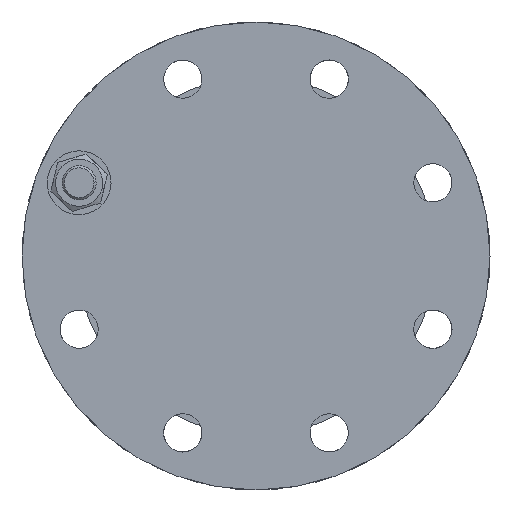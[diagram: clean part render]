
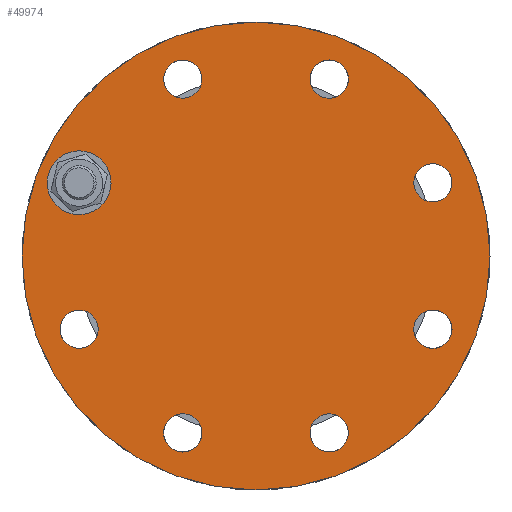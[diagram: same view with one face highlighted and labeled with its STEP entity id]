
A CAD part, left-side view. The second image highlights one B-rep face of the part: STEP entity #49974.
In plain terms, the highlighted planar face has unit normal (-1, 0, 0).
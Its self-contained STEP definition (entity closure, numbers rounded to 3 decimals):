
#4207=FACE_BOUND('',#10502,.T.);
#4208=FACE_BOUND('',#10503,.T.);
#4209=FACE_BOUND('',#10504,.T.);
#4210=FACE_BOUND('',#10505,.T.);
#4211=FACE_BOUND('',#10506,.T.);
#4212=FACE_BOUND('',#10507,.T.);
#4213=FACE_BOUND('',#10508,.T.);
#4214=FACE_BOUND('',#10509,.T.);
#4752=CIRCLE('',#52387,9.);
#4754=CIRCLE('',#52390,9.);
#4756=CIRCLE('',#52393,9.);
#4758=CIRCLE('',#52396,9.);
#4760=CIRCLE('',#52399,9.);
#4762=CIRCLE('',#52402,9.);
#4764=CIRCLE('',#52405,9.);
#4766=CIRCLE('',#52408,9.);
#4769=CIRCLE('',#52413,110.);
#7479=FACE_OUTER_BOUND('',#10501,.T.);
#10501=EDGE_LOOP('',(#45991));
#10502=EDGE_LOOP('',(#45992));
#10503=EDGE_LOOP('',(#45993));
#10504=EDGE_LOOP('',(#45994));
#10505=EDGE_LOOP('',(#45995));
#10506=EDGE_LOOP('',(#45996));
#10507=EDGE_LOOP('',(#45997));
#10508=EDGE_LOOP('',(#45998));
#10509=EDGE_LOOP('',(#45999));
#25443=VERTEX_POINT('',#102197);
#25445=VERTEX_POINT('',#102202);
#25447=VERTEX_POINT('',#102207);
#25449=VERTEX_POINT('',#102212);
#25451=VERTEX_POINT('',#102217);
#25453=VERTEX_POINT('',#102222);
#25455=VERTEX_POINT('',#102227);
#25457=VERTEX_POINT('',#102232);
#25460=VERTEX_POINT('',#102240);
#32290=EDGE_CURVE('',#25443,#25443,#4752,.T.);
#32292=EDGE_CURVE('',#25445,#25445,#4754,.T.);
#32294=EDGE_CURVE('',#25447,#25447,#4756,.T.);
#32296=EDGE_CURVE('',#25449,#25449,#4758,.T.);
#32298=EDGE_CURVE('',#25451,#25451,#4760,.T.);
#32300=EDGE_CURVE('',#25453,#25453,#4762,.T.);
#32302=EDGE_CURVE('',#25455,#25455,#4764,.T.);
#32304=EDGE_CURVE('',#25457,#25457,#4766,.T.);
#32307=EDGE_CURVE('',#25460,#25460,#4769,.T.);
#45991=ORIENTED_EDGE('',*,*,#32307,.F.);
#45992=ORIENTED_EDGE('',*,*,#32290,.T.);
#45993=ORIENTED_EDGE('',*,*,#32292,.T.);
#45994=ORIENTED_EDGE('',*,*,#32294,.T.);
#45995=ORIENTED_EDGE('',*,*,#32296,.T.);
#45996=ORIENTED_EDGE('',*,*,#32298,.T.);
#45997=ORIENTED_EDGE('',*,*,#32300,.T.);
#45998=ORIENTED_EDGE('',*,*,#32302,.T.);
#45999=ORIENTED_EDGE('',*,*,#32304,.T.);
#47335=PLANE('',#52412);
#49974=ADVANCED_FACE('',(#7479,#4207,#4208,#4209,#4210,#4211,#4212,#4213,
#4214),#47335,.T.);
#52387=AXIS2_PLACEMENT_3D('',#102198,#60962,#60963);
#52390=AXIS2_PLACEMENT_3D('',#102203,#60968,#60969);
#52393=AXIS2_PLACEMENT_3D('',#102208,#60974,#60975);
#52396=AXIS2_PLACEMENT_3D('',#102213,#60980,#60981);
#52399=AXIS2_PLACEMENT_3D('',#102218,#60986,#60987);
#52402=AXIS2_PLACEMENT_3D('',#102223,#60992,#60993);
#52405=AXIS2_PLACEMENT_3D('',#102228,#60998,#60999);
#52408=AXIS2_PLACEMENT_3D('',#102233,#61004,#61005);
#52412=AXIS2_PLACEMENT_3D('',#102239,#61012,#61013);
#52413=AXIS2_PLACEMENT_3D('',#102241,#61014,#61015);
#60962=DIRECTION('center_axis',(1.,0.,0.));
#60963=DIRECTION('ref_axis',(0.,0.707,0.707));
#60968=DIRECTION('center_axis',(1.,0.,0.));
#60969=DIRECTION('ref_axis',(0.,1.,0.));
#60974=DIRECTION('center_axis',(1.,0.,0.));
#60975=DIRECTION('ref_axis',(0.,0.707,-0.707));
#60980=DIRECTION('center_axis',(1.,0.,0.));
#60981=DIRECTION('ref_axis',(0.,0.,-1.));
#60986=DIRECTION('center_axis',(1.,0.,0.));
#60987=DIRECTION('ref_axis',(0.,-0.707,-0.707));
#60992=DIRECTION('center_axis',(1.,0.,0.));
#60993=DIRECTION('ref_axis',(0.,-1.,0.));
#60998=DIRECTION('center_axis',(1.,0.,0.));
#60999=DIRECTION('ref_axis',(0.,-0.707,0.707));
#61004=DIRECTION('center_axis',(1.,0.,0.));
#61005=DIRECTION('ref_axis',(0.,0.,1.));
#61012=DIRECTION('center_axis',(-1.,0.,0.));
#61013=DIRECTION('ref_axis',(0.,0.,1.));
#61014=DIRECTION('center_axis',(1.,0.,0.));
#61015=DIRECTION('ref_axis',(0.,1.,0.));
#102197=CARTESIAN_POINT('',(0.,76.785,-40.805));
#102198=CARTESIAN_POINT('Origin',(0.,83.149,
-34.442));
#102202=CARTESIAN_POINT('',(0.,25.442,-83.149));
#102203=CARTESIAN_POINT('Origin',(0.,34.442,
-83.149));
#102207=CARTESIAN_POINT('',(0.,-40.805,-76.785));
#102208=CARTESIAN_POINT('Origin',(0.,-34.442,
-83.149));
#102212=CARTESIAN_POINT('',(0.,-83.149,-25.442));
#102213=CARTESIAN_POINT('Origin',(0.,-83.149,
-34.442));
#102217=CARTESIAN_POINT('',(0.,-76.785,40.805));
#102218=CARTESIAN_POINT('Origin',(0.,-83.149,
34.442));
#102222=CARTESIAN_POINT('',(0.,-25.442,83.149));
#102223=CARTESIAN_POINT('Origin',(0.,-34.442,
83.149));
#102227=CARTESIAN_POINT('',(0.,40.805,76.785));
#102228=CARTESIAN_POINT('Origin',(0.,34.442,
83.149));
#102232=CARTESIAN_POINT('',(0.,83.149,25.442));
#102233=CARTESIAN_POINT('Origin',(0.,83.149,
34.442));
#102239=CARTESIAN_POINT('Origin',(0.,55.,0.));
#102240=CARTESIAN_POINT('',(0.,110.,0.));
#102241=CARTESIAN_POINT('Origin',(0.,0.,0.));
